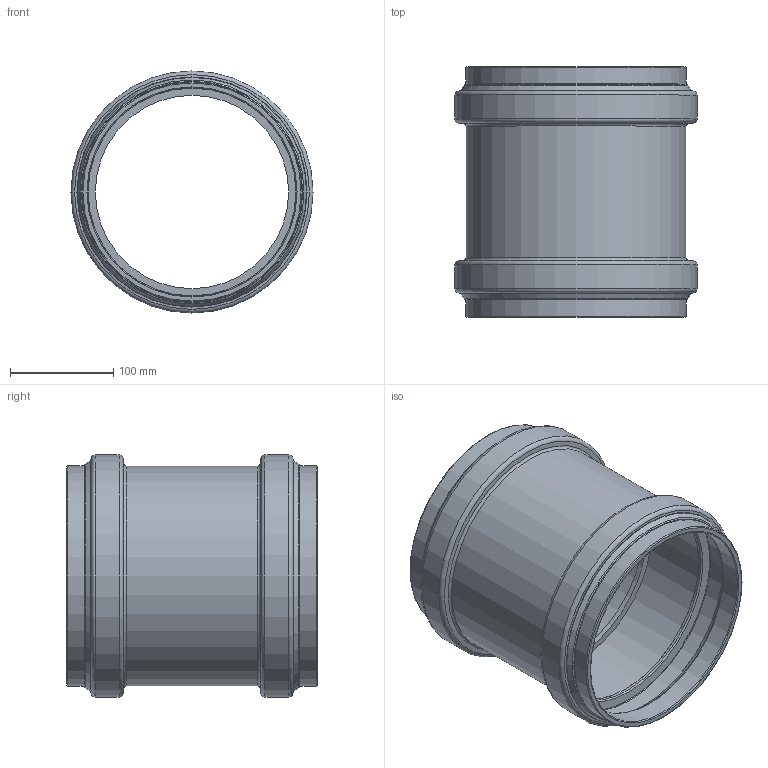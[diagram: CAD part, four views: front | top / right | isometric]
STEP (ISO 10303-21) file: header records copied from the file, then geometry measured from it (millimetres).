
FILE_DESCRIPTION(/* description */ (''),/* implementation_level */ '2;1');
FILE_NAME(/* name */ '338510z.stp',/* time_stamp */ '2023-07-24T08:27:59+02:00',/* author */ ('corinna'),/* organization */ (''),/* preprocessor_version */ 'ST-DEVELOPER v18',/* originating_system */ 'Autodesk Inventor 2020',/* authorisation */ '');
FILE_SCHEMA (('AUTOMOTIVE_DESIGN { 1 0 10303 214 3 1 1 }'));
Length unit declared in the file: millimetre
Products named in the file (1): 338510z
Bounding box: 234.8 x 243 x 234.8 mm (x, y, z)
Volume: 1106066.5 mm3; surface area: 378917.8 mm2
Topology: 1 solids, 1 shells, 62 faces, 228 edges, 172 vertices
Faces by surface type: torus 28, cone 14, cylinder 14, plane 6
Full cylindrical faces by diameter (mm): 187.5 x1, 201.5 x2, 201.8 x4, 213.3 x1, 213.6 x2, 223 x2, 234.8 x2
Entity records: 2697 total; most frequent: DIRECTION 554, CARTESIAN_POINT 463, ORIENTED_EDGE 456, AXIS2_PLACEMENT_3D 263, EDGE_CURVE 228, CIRCLE 200, VERTEX_POINT 172, EDGE_LOOP 68
